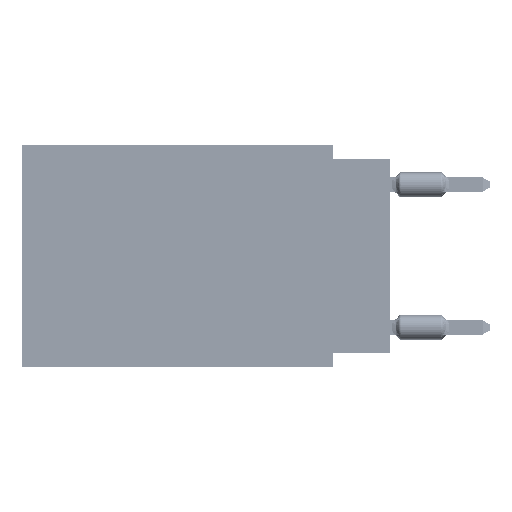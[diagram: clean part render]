
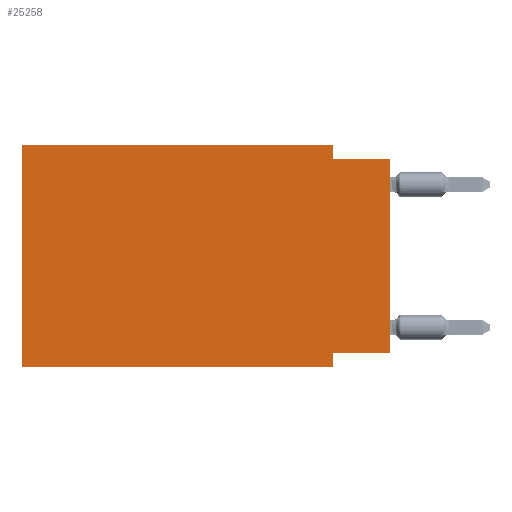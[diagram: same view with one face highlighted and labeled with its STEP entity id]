
A CAD part, left-side view. The second image highlights one B-rep face of the part: STEP entity #25258.
In plain terms, the highlighted planar face has unit normal (-1, 0, 0).
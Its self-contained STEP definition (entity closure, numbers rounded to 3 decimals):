
#588 = EDGE_CURVE ( 'NONE', #53671, #10469, #57488, .T. ) ;
#6652 = VERTEX_POINT ( 'NONE', #60913 ) ;
#7481 = EDGE_CURVE ( 'NONE', #6652, #56516, #21561, .T. ) ;
#8106 = DIRECTION ( 'NONE',  ( 0., -1., 0. ) ) ;
#10469 = VERTEX_POINT ( 'NONE', #49159 ) ;
#11536 = CARTESIAN_POINT ( 'NONE',  ( 0., 16.383, -9.906 ) ) ;
#12983 = ORIENTED_EDGE ( 'NONE', *, *, #7481, .F. ) ;
#14197 = EDGE_CURVE ( 'NONE', #29399, #6652, #54170, .T. ) ;
#18004 = LINE ( 'NONE', #38690, #55012 ) ;
#21178 = LINE ( 'NONE', #27214, #61806 ) ;
#21214 = CARTESIAN_POINT ( 'NONE',  ( 0., 2.54, -9.906 ) ) ;
#21561 = LINE ( 'NONE', #21214, #30579 ) ;
#22313 = ORIENTED_EDGE ( 'NONE', *, *, #25606, .F. ) ;
#22454 = FACE_OUTER_BOUND ( 'NONE', #57722, .T. ) ;
#23770 = DIRECTION ( 'NONE',  ( 0., 0., 1. ) ) ;
#25258 = ADVANCED_FACE ( 'NONE', ( #22454 ), #60235, .F. ) ;
#25561 = VECTOR ( 'NONE', #8106, 1000. ) ;
#25606 = EDGE_CURVE ( 'NONE', #10469, #43256, #27966, .T. ) ;
#26586 = CARTESIAN_POINT ( 'NONE',  ( 0., 16.383, 0. ) ) ;
#26696 = CARTESIAN_POINT ( 'NONE',  ( 0., 2.54, -9.906 ) ) ;
#27118 = EDGE_CURVE ( 'NONE', #50705, #52924, #50854, .T. ) ;
#27214 = CARTESIAN_POINT ( 'NONE',  ( 0., 16.383, 0. ) ) ;
#27484 = VECTOR ( 'NONE', #64507, 1000. ) ;
#27966 = LINE ( 'NONE', #33327, #46497 ) ;
#29399 = VERTEX_POINT ( 'NONE', #47226 ) ;
#30579 = VECTOR ( 'NONE', #42941, 1000. ) ;
#32222 = DIRECTION ( 'NONE',  ( 0., -1., 0. ) ) ;
#33327 = CARTESIAN_POINT ( 'NONE',  ( 0., 0., -0.635 ) ) ;
#34185 = ORIENTED_EDGE ( 'NONE', *, *, #34369, .T. ) ;
#34369 = EDGE_CURVE ( 'NONE', #50705, #56516, #35191, .T. ) ;
#34720 = ORIENTED_EDGE ( 'NONE', *, *, #588, .F. ) ;
#35191 = LINE ( 'NONE', #56931, #25561 ) ;
#36548 = ORIENTED_EDGE ( 'NONE', *, *, #27118, .F. ) ;
#38485 = CARTESIAN_POINT ( 'NONE',  ( 0., 16.383, 0. ) ) ;
#38690 = CARTESIAN_POINT ( 'NONE',  ( 0., 0., 0. ) ) ;
#39819 = CARTESIAN_POINT ( 'NONE',  ( 0., 0., -0.635 ) ) ;
#42754 = CARTESIAN_POINT ( 'NONE',  ( 0., 0., -9.271 ) ) ;
#42941 = DIRECTION ( 'NONE',  ( 0., 0., -1. ) ) ;
#43256 = VERTEX_POINT ( 'NONE', #39819 ) ;
#43566 = ORIENTED_EDGE ( 'NONE', *, *, #50534, .F. ) ;
#44194 = DIRECTION ( 'NONE',  ( 1., 0., 0. ) ) ;
#44717 = DIRECTION ( 'NONE',  ( 0., -1., 0. ) ) ;
#46441 = DIRECTION ( 'NONE',  ( 0., 0., -1. ) ) ;
#46497 = VECTOR ( 'NONE', #44717, 1000. ) ;
#47226 = CARTESIAN_POINT ( 'NONE',  ( 0., 0., -9.271 ) ) ;
#49159 = CARTESIAN_POINT ( 'NONE',  ( 0., 2.54, -0.635 ) ) ;
#49994 = ORIENTED_EDGE ( 'NONE', *, *, #14197, .F. ) ;
#50534 = EDGE_CURVE ( 'NONE', #52924, #53671, #21178, .T. ) ;
#50705 = VERTEX_POINT ( 'NONE', #11536 ) ;
#50854 = LINE ( 'NONE', #57257, #67146 ) ;
#51092 = CARTESIAN_POINT ( 'NONE',  ( 0., 2.54, 0. ) ) ;
#51653 = VECTOR ( 'NONE', #46441, 1000. ) ;
#52924 = VERTEX_POINT ( 'NONE', #26586 ) ;
#53671 = VERTEX_POINT ( 'NONE', #56201 ) ;
#54170 = LINE ( 'NONE', #42754, #27484 ) ;
#55012 = VECTOR ( 'NONE', #60428, 1000. ) ;
#56201 = CARTESIAN_POINT ( 'NONE',  ( 0., 2.54, 0. ) ) ;
#56516 = VERTEX_POINT ( 'NONE', #26696 ) ;
#56931 = CARTESIAN_POINT ( 'NONE',  ( 0., 16.383, -9.906 ) ) ;
#57257 = CARTESIAN_POINT ( 'NONE',  ( 0., 16.383, 0. ) ) ;
#57488 = LINE ( 'NONE', #51092, #51653 ) ;
#57722 = EDGE_LOOP ( 'NONE', ( #58408, #22313, #34720, #43566, #36548, #34185, #12983, #49994 ) ) ;
#58408 = ORIENTED_EDGE ( 'NONE', *, *, #59231, .T. ) ;
#59032 = AXIS2_PLACEMENT_3D ( 'NONE', #38485, #44194, #59888 ) ;
#59231 = EDGE_CURVE ( 'NONE', #29399, #43256, #18004, .T. ) ;
#59888 = DIRECTION ( 'NONE',  ( 0., 0., -1. ) ) ;
#60235 = PLANE ( 'NONE',  #59032 ) ;
#60428 = DIRECTION ( 'NONE',  ( 0., 0., 1. ) ) ;
#60913 = CARTESIAN_POINT ( 'NONE',  ( 0., 2.54, -9.271 ) ) ;
#61806 = VECTOR ( 'NONE', #32222, 1000. ) ;
#64507 = DIRECTION ( 'NONE',  ( 0., 1., 0. ) ) ;
#67146 = VECTOR ( 'NONE', #23770, 1000. ) ;
